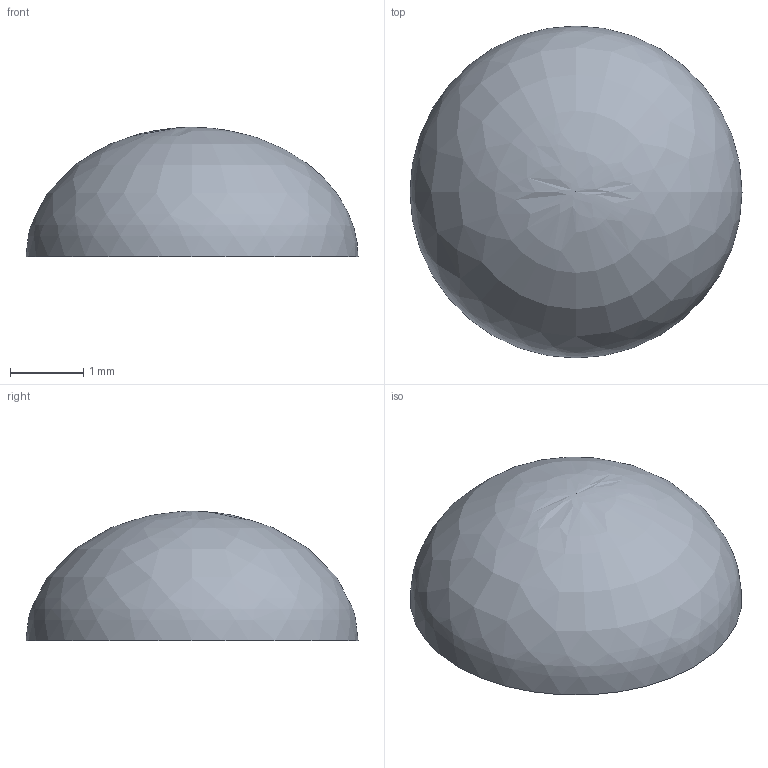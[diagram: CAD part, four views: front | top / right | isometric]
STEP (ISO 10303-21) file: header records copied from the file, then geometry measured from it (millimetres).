
FILE_DESCRIPTION (( 'STEP AP214' ), '1' );
FILE_NAME ('PBLA-15LTE-DOME.STP', '2024-01-21T21:09:38', ( '' ), ( '' ), 'SwSTEP 2.0', 'SolidWorks 2023', '' );
FILE_SCHEMA (( 'AUTOMOTIVE_DESIGN' ));
Length unit declared in the file: millimetre
Products named in the file (1): PBLA-15LTE-DOME
Bounding box: 4.52 x 4.52 x 1.76 mm (x, y, z)
Volume: 18.8 mm3; surface area: 43.5 mm2
Topology: 1 solids, 1 shells, 2 faces, 4 edges, 3 vertices
Faces by surface type: plane 1, bspline 1
Entity records: 102 total; most frequent: CARTESIAN_POINT 32, DIRECTION 6, UNCERTAINTY_MEASURE_WITH_UNIT 4, COLOUR_RGB 3, FILL_AREA_STYLE 3, PRESENTATION_LAYER_ASSIGNMENT 3, STYLED_ITEM 3, SURFACE_SIDE_STYLE 3
